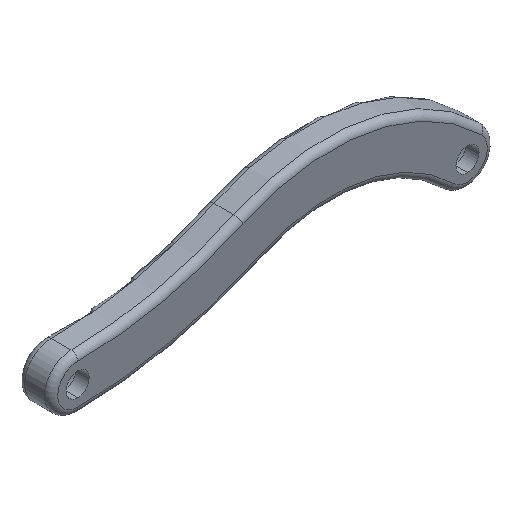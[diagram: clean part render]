
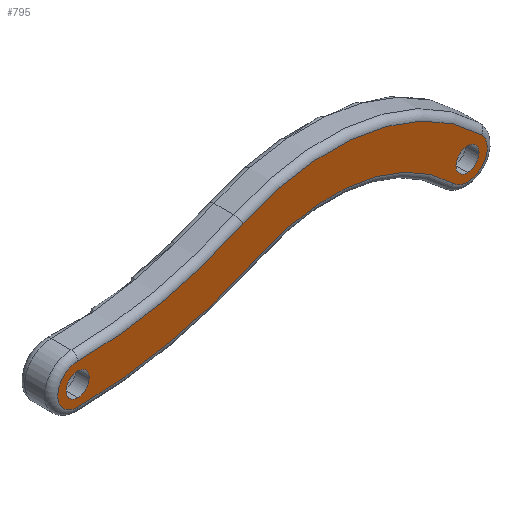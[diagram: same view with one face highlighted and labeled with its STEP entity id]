
A CAD part, isometric view. The second image highlights one B-rep face of the part: STEP entity #795.
In plain terms, the highlighted planar face has unit normal (0, -1, 0).
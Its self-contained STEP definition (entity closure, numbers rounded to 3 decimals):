
#14 = DIRECTION ( 'NONE',  ( 0., 1., 0. ) ) ;
#20 = DIRECTION ( 'NONE',  ( 0., 0., 1. ) ) ;
#24 = AXIS2_PLACEMENT_3D ( 'NONE', #575, #14, #810 ) ;
#36 = EDGE_LOOP ( 'NONE', ( #63, #1004, #239, #182, #748, #468, #967 ) ) ;
#52 = DIRECTION ( 'NONE',  ( 0., 0., -1. ) ) ;
#63 = ORIENTED_EDGE ( 'NONE', *, *, #573, .F. ) ;
#66 = DIRECTION ( 'NONE',  ( 0., 0., -1. ) ) ;
#72 = CIRCLE ( 'NONE', #846, 1.75 ) ;
#76 = CARTESIAN_POINT ( 'NONE',  ( -4.472, -25., 8.522 ) ) ;
#78 = DIRECTION ( 'NONE',  ( 0., 0., -1. ) ) ;
#117 = CARTESIAN_POINT ( 'NONE',  ( -29.5, -25., 62.473 ) ) ;
#124 = CIRCLE ( 'NONE', #268, 3. ) ;
#126 = CIRCLE ( 'NONE', #190, 59.473 ) ;
#131 = CARTESIAN_POINT ( 'NONE',  ( -29.5, -25., 0. ) ) ;
#152 = VERTEX_POINT ( 'NONE', #895 ) ;
#164 = EDGE_LOOP ( 'NONE', ( #840, #924 ) ) ;
#182 = ORIENTED_EDGE ( 'NONE', *, *, #470, .F. ) ;
#190 = AXIS2_PLACEMENT_3D ( 'NONE', #672, #524, #52 ) ;
#194 = DIRECTION ( 'NONE',  ( 0., 1., 0. ) ) ;
#223 = DIRECTION ( 'NONE',  ( 0., 0., -1. ) ) ;
#233 = ORIENTED_EDGE ( 'NONE', *, *, #801, .T. ) ;
#238 = CARTESIAN_POINT ( 'NONE',  ( 8.994, -25., -20.506 ) ) ;
#239 = ORIENTED_EDGE ( 'NONE', *, *, #687, .F. ) ;
#252 = DIRECTION ( 'NONE',  ( 0., 0., -1. ) ) ;
#258 = CARTESIAN_POINT ( 'NONE',  ( 31.621, -25., 2.121 ) ) ;
#268 = AXIS2_PLACEMENT_3D ( 'NONE', #675, #194, #641 ) ;
#275 = DIRECTION ( 'NONE',  ( 0., 1., 0. ) ) ;
#294 = CARTESIAN_POINT ( 'NONE',  ( -29.5, -25., -3. ) ) ;
#298 = ORIENTED_EDGE ( 'NONE', *, *, #760, .T. ) ;
#315 = CARTESIAN_POINT ( 'NONE',  ( -29.5, -25., -1.75 ) ) ;
#335 = CIRCLE ( 'NONE', #472, 3. ) ;
#338 = CIRCLE ( 'NONE', #665, 1.75 ) ;
#352 = EDGE_CURVE ( 'NONE', #923, #369, #335, .T. ) ;
#359 = EDGE_CURVE ( 'NONE', #818, #484, #804, .T. ) ;
#368 = CIRCLE ( 'NONE', #902, 26. ) ;
#369 = VERTEX_POINT ( 'NONE', #495 ) ;
#371 = DIRECTION ( 'NONE',  ( 0., 1., 0. ) ) ;
#376 = CARTESIAN_POINT ( 'NONE',  ( -1.947, -25., 3.08 ) ) ;
#390 = EDGE_CURVE ( 'NONE', #369, #417, #860, .T. ) ;
#392 = DIRECTION ( 'NONE',  ( 0., 0., -1. ) ) ;
#406 = CARTESIAN_POINT ( 'NONE',  ( 29.5, -25., -1.75 ) ) ;
#417 = VERTEX_POINT ( 'NONE', #717 ) ;
#419 = CARTESIAN_POINT ( 'NONE',  ( -29.5, -25., 0. ) ) ;
#426 = CARTESIAN_POINT ( 'NONE',  ( -29.5, -25., 1.75 ) ) ;
#452 = CARTESIAN_POINT ( 'NONE',  ( 29.5, -25., 0. ) ) ;
#458 = CIRCLE ( 'NONE', #756, 65.473 ) ;
#461 = VERTEX_POINT ( 'NONE', #426 ) ;
#464 = FACE_OUTER_BOUND ( 'NONE', #36, .T. ) ;
#468 = ORIENTED_EDGE ( 'NONE', *, *, #390, .F. ) ;
#470 = EDGE_CURVE ( 'NONE', #785, #905, #458, .T. ) ;
#472 = AXIS2_PLACEMENT_3D ( 'NONE', #715, #950, #252 ) ;
#484 = VERTEX_POINT ( 'NONE', #929 ) ;
#495 = CARTESIAN_POINT ( 'NONE',  ( 29.5, -25., -3. ) ) ;
#511 = PLANE ( 'NONE',  #710 ) ;
#524 = DIRECTION ( 'NONE',  ( 0., -1., 0. ) ) ;
#552 = AXIS2_PLACEMENT_3D ( 'NONE', #452, #275, #677 ) ;
#561 = DIRECTION ( 'NONE',  ( 0., 1., 0. ) ) ;
#562 = EDGE_CURVE ( 'NONE', #417, #785, #368, .T. ) ;
#573 = EDGE_CURVE ( 'NONE', #738, #923, #862, .T. ) ;
#575 = CARTESIAN_POINT ( 'NONE',  ( 29.5, -25., 0. ) ) ;
#613 = AXIS2_PLACEMENT_3D ( 'NONE', #690, #561, #928 ) ;
#622 = CARTESIAN_POINT ( 'NONE',  ( -10.253, -25., 20.983 ) ) ;
#640 = DIRECTION ( 'NONE',  ( 0., 1., 0. ) ) ;
#641 = DIRECTION ( 'NONE',  ( 0., 0., -1. ) ) ;
#648 = CIRCLE ( 'NONE', #613, 1.75 ) ;
#665 = AXIS2_PLACEMENT_3D ( 'NONE', #131, #371, #681 ) ;
#672 = CARTESIAN_POINT ( 'NONE',  ( -29.5, -25., 62.473 ) ) ;
#675 = CARTESIAN_POINT ( 'NONE',  ( -29.5, -25., 0. ) ) ;
#677 = DIRECTION ( 'NONE',  ( 0., 0., -1. ) ) ;
#681 = DIRECTION ( 'NONE',  ( 0., 0., 1. ) ) ;
#687 = EDGE_CURVE ( 'NONE', #905, #152, #124, .T. ) ;
#690 = CARTESIAN_POINT ( 'NONE',  ( 29.5, -25., 0. ) ) ;
#710 = AXIS2_PLACEMENT_3D ( 'NONE', #622, #852, #78 ) ;
#715 = CARTESIAN_POINT ( 'NONE',  ( 29.5, -25., 0. ) ) ;
#717 = CARTESIAN_POINT ( 'NONE',  ( 27.379, -25., -2.121 ) ) ;
#726 = AXIS2_PLACEMENT_3D ( 'NONE', #238, #853, #66 ) ;
#738 = VERTEX_POINT ( 'NONE', #76 ) ;
#748 = ORIENTED_EDGE ( 'NONE', *, *, #562, .F. ) ;
#756 = AXIS2_PLACEMENT_3D ( 'NONE', #117, #640, #392 ) ;
#760 = EDGE_CURVE ( 'NONE', #889, #461, #338, .T. ) ;
#765 = FACE_BOUND ( 'NONE', #164, .T. ) ;
#785 = VERTEX_POINT ( 'NONE', #376 ) ;
#795 = ADVANCED_FACE ( 'NONE', ( #464, #915, #765 ), #511, .F. ) ;
#801 = EDGE_CURVE ( 'NONE', #461, #889, #72, .T. ) ;
#804 = CIRCLE ( 'NONE', #24, 1.75 ) ;
#810 = DIRECTION ( 'NONE',  ( 0., 0., 1. ) ) ;
#818 = VERTEX_POINT ( 'NONE', #406 ) ;
#840 = ORIENTED_EDGE ( 'NONE', *, *, #359, .T. ) ;
#846 = AXIS2_PLACEMENT_3D ( 'NONE', #419, #942, #20 ) ;
#852 = DIRECTION ( 'NONE',  ( 0., 1., 0. ) ) ;
#853 = DIRECTION ( 'NONE',  ( 0., 1., 0. ) ) ;
#860 = CIRCLE ( 'NONE', #552, 3. ) ;
#861 = DIRECTION ( 'NONE',  ( 0., -1., 0. ) ) ;
#862 = CIRCLE ( 'NONE', #726, 32. ) ;
#873 = CARTESIAN_POINT ( 'NONE',  ( 8.994, -25., -20.506 ) ) ;
#889 = VERTEX_POINT ( 'NONE', #315 ) ;
#895 = CARTESIAN_POINT ( 'NONE',  ( -29.5, -25., 3. ) ) ;
#902 = AXIS2_PLACEMENT_3D ( 'NONE', #873, #861, #223 ) ;
#905 = VERTEX_POINT ( 'NONE', #294 ) ;
#912 = EDGE_LOOP ( 'NONE', ( #298, #233 ) ) ;
#915 = FACE_BOUND ( 'NONE', #912, .T. ) ;
#923 = VERTEX_POINT ( 'NONE', #258 ) ;
#924 = ORIENTED_EDGE ( 'NONE', *, *, #971, .T. ) ;
#928 = DIRECTION ( 'NONE',  ( 0., 0., 1. ) ) ;
#929 = CARTESIAN_POINT ( 'NONE',  ( 29.5, -25., 1.75 ) ) ;
#942 = DIRECTION ( 'NONE',  ( 0., 1., 0. ) ) ;
#950 = DIRECTION ( 'NONE',  ( 0., 1., 0. ) ) ;
#967 = ORIENTED_EDGE ( 'NONE', *, *, #352, .F. ) ;
#971 = EDGE_CURVE ( 'NONE', #484, #818, #648, .T. ) ;
#1000 = EDGE_CURVE ( 'NONE', #152, #738, #126, .T. ) ;
#1004 = ORIENTED_EDGE ( 'NONE', *, *, #1000, .F. ) ;
